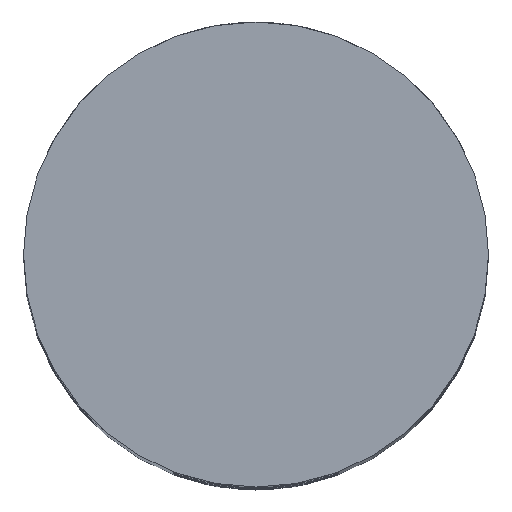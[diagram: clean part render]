
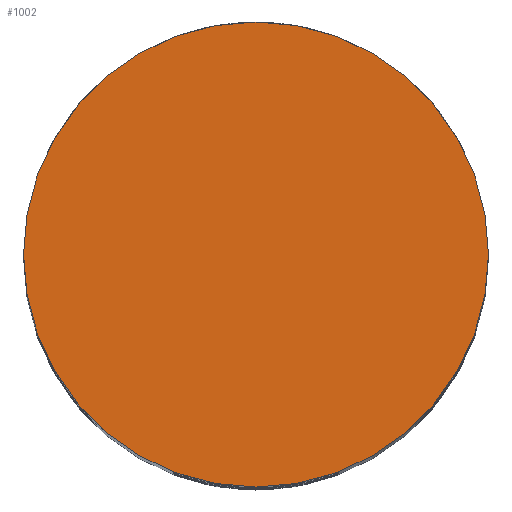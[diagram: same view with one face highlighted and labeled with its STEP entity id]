
A CAD part, top view. The second image highlights one B-rep face of the part: STEP entity #1002.
In plain terms, the highlighted planar face has unit normal (0, 0, 1).
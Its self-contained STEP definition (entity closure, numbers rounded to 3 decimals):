
#47=CIRCLE('',#1078,30.5);
#107=FACE_OUTER_BOUND('',#153,.T.);
#153=EDGE_LOOP('',(#708));
#441=VERTEX_POINT('',#1540);
#548=EDGE_CURVE('',#441,#441,#47,.T.);
#708=ORIENTED_EDGE('',*,*,#548,.T.);
#970=PLANE('',#1077);
#1002=ADVANCED_FACE('',(#107),#970,.T.);
#1077=AXIS2_PLACEMENT_3D('',#1539,#1227,#1228);
#1078=AXIS2_PLACEMENT_3D('',#1541,#1229,#1230);
#1227=DIRECTION('center_axis',(0.,0.,1.));
#1228=DIRECTION('ref_axis',(-1.,0.,0.));
#1229=DIRECTION('center_axis',(0.,0.,1.));
#1230=DIRECTION('ref_axis',(-1.,0.,0.));
#1539=CARTESIAN_POINT('Origin',(0.,0.,225.));
#1540=CARTESIAN_POINT('',(-30.5,0.,225.));
#1541=CARTESIAN_POINT('Origin',(0.,0.,225.));
